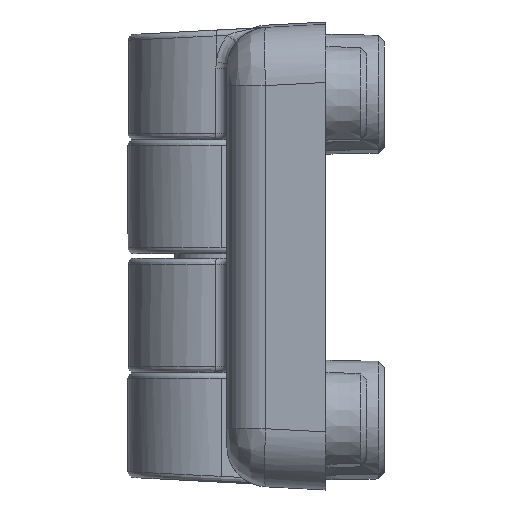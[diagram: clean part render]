
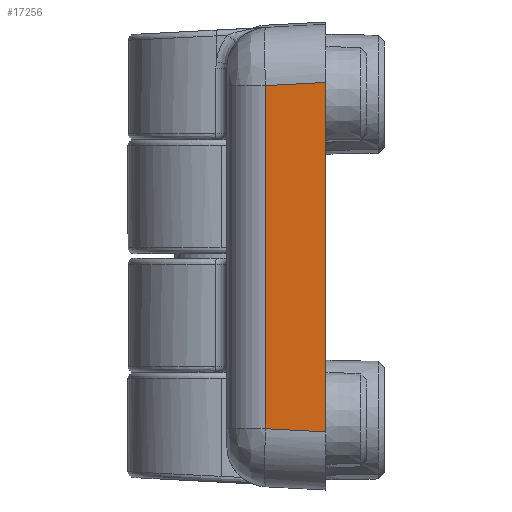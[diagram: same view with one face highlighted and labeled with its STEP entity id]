
A CAD part, left-side view. The second image highlights one B-rep face of the part: STEP entity #17256.
In plain terms, the highlighted face is planar.
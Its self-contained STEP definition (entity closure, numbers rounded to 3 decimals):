
#141 = DIRECTION ( 'NONE',  ( 0.052, -0.997, 0.052 ) ) ;
#405 = VECTOR ( 'NONE', #10616, 1000. ) ;
#1203 = VERTEX_POINT ( 'NONE', #9865 ) ;
#1439 = ORIENTED_EDGE ( 'NONE', *, *, #15883, .T. ) ;
#1946 = ORIENTED_EDGE ( 'NONE', *, *, #16511, .T. ) ;
#4129 = LINE ( 'NONE', #11970, #405 ) ;
#4465 = DIRECTION ( 'NONE',  ( 0., 0., -1. ) ) ;
#4567 = VERTEX_POINT ( 'NONE', #5096 ) ;
#5096 = CARTESIAN_POINT ( 'NONE',  ( 30., -9., -15.007 ) ) ;
#5186 = EDGE_LOOP ( 'NONE', ( #16436, #1946, #14948, #1439 ) ) ;
#5545 = VECTOR ( 'NONE', #4465, 1000. ) ;
#6103 = CARTESIAN_POINT ( 'NONE',  ( 29.728, -3.817, 14.735 ) ) ;
#7410 = CARTESIAN_POINT ( 'NONE',  ( 30., -9., 20. ) ) ;
#8710 = PLANE ( 'NONE',  #13622 ) ;
#9084 = VERTEX_POINT ( 'NONE', #6103 ) ;
#9486 = LINE ( 'NONE', #14865, #5545 ) ;
#9636 = LINE ( 'NONE', #17896, #13158 ) ;
#9865 = CARTESIAN_POINT ( 'NONE',  ( 30., -9., 15.007 ) ) ;
#10242 = EDGE_CURVE ( 'NONE', #9084, #1203, #9636, .T. ) ;
#10616 = DIRECTION ( 'NONE',  ( 0., 0., 1. ) ) ;
#11817 = CARTESIAN_POINT ( 'NONE',  ( 29.728, -3.817, -14.735 ) ) ;
#11970 = CARTESIAN_POINT ( 'NONE',  ( 29.728, -3.817, 20. ) ) ;
#12263 = LINE ( 'NONE', #17486, #17648 ) ;
#13158 = VECTOR ( 'NONE', #141, 1000. ) ;
#13339 = DIRECTION ( 'NONE',  ( -0.052, 0.999, 0. ) ) ;
#13622 = AXIS2_PLACEMENT_3D ( 'NONE', #7410, #19016, #13339 ) ;
#14865 = CARTESIAN_POINT ( 'NONE',  ( 30., -9., 20. ) ) ;
#14948 = ORIENTED_EDGE ( 'NONE', *, *, #10242, .T. ) ;
#15526 = FACE_OUTER_BOUND ( 'NONE', #5186, .T. ) ;
#15883 = EDGE_CURVE ( 'NONE', #1203, #4567, #9486, .T. ) ;
#16436 = ORIENTED_EDGE ( 'NONE', *, *, #19102, .F. ) ;
#16511 = EDGE_CURVE ( 'NONE', #18247, #9084, #4129, .T. ) ;
#17256 = ADVANCED_FACE ( 'NONE', ( #15526 ), #8710, .T. ) ;
#17486 = CARTESIAN_POINT ( 'NONE',  ( 29.904, -7.175, -14.911 ) ) ;
#17648 = VECTOR ( 'NONE', #18998, 1000. ) ;
#17896 = CARTESIAN_POINT ( 'NONE',  ( 29.728, -3.817, 14.735 ) ) ;
#18247 = VERTEX_POINT ( 'NONE', #11817 ) ;
#18998 = DIRECTION ( 'NONE',  ( 0.052, -0.997, -0.052 ) ) ;
#19016 = DIRECTION ( 'NONE',  ( 0.999, 0.052, 0. ) ) ;
#19102 = EDGE_CURVE ( 'NONE', #18247, #4567, #12263, .T. ) ;
